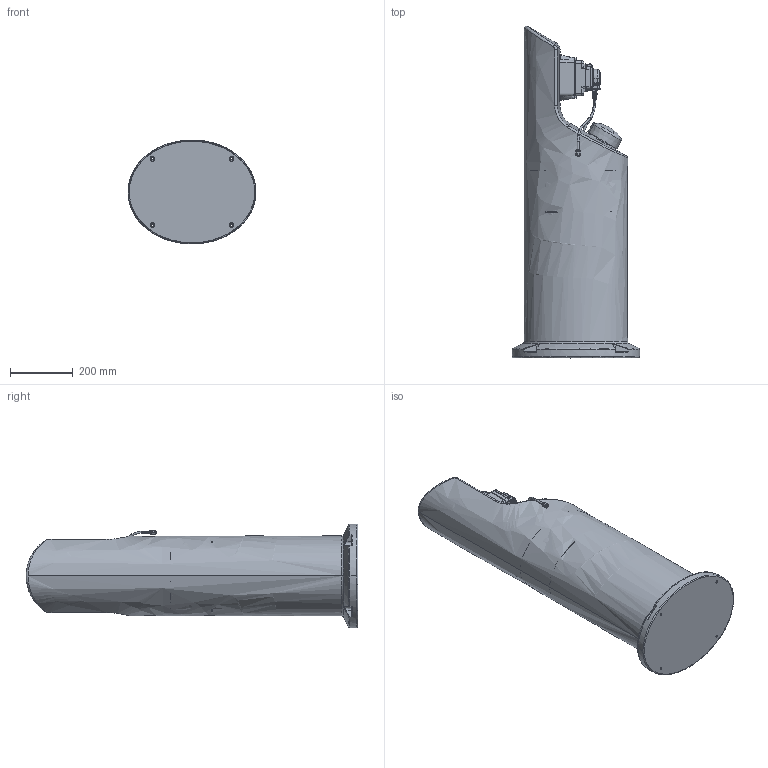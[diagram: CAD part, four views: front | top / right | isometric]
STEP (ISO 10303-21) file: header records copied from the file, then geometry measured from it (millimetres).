
FILE_DESCRIPTION (( 'STEP AP214' ), '1' );
FILE_NAME ('Acid Feeder Pulsar pH Assembly 071918.STEP', '2018-07-19T13:20:39', ( '' ), ( '' ), 'SwSTEP 2.0', 'SolidWorks 2017', '' );
FILE_SCHEMA (( 'AUTOMOTIVE_DESIGN' ));
Length unit declared in the file: inch
Products named in the file (28): 41040 B502 GEAR CASE FRONT_B502; 20202 EMPLDSCLBL ECON LD SPEED CONTROL LABEL_EMPLDSCLBL; Discharge Line Assembly; LD Shell for customers; 41037 P705 PUMP HEAD; 20001 CPS000B SCREW, COVER B_CPS000B; Acid Feeder Cap; 20051 PM6K001 CUP BEARING_PM6K001; 41039 D610 CAMLOCK_D610; 11070 MPGCA-07 ECON GEARCASE W PARTS; 20167 EMPKNB Mini Pump Knob_EMPKNB; Screw 8-32 x 750 SocHd Blk SS 96006A619_96006A619; Acid Feeder Pulsar pH Assembly 071918; Acid Feeder Bottle; 30139 B504 ECON GEAR CASE_B504; 20056 PM6L0BB Ball Bearing, Motor; 30128 B503 ECON REAR ENCLOSURE_B503-4; 41083 B906 CAMLOCK SCREW_B906; Acid Feeder Cap Gasket_Compressed; 11069 MPFC-01 ECON PUMP GEAR CASE FRONT W PARTS; Label Acid Feeder Pulsar pH_Illustration; 41013 PM6M002 GASKET, GEARCASE_PM6M002; Insert RM832-6CH Hex; Suction Line Assembly; Acid Feeder Pulsar pH Bottle w inserts; 41065 B800 CORD GRIP_B800; 20055 PM6M000 GEARPOST_PM6M000; 10018 P703-x ECON TUBE ASSY_P703-A INSTALLED
Assembly tree (35 placements, depth 4):
  Acid Feeder Pulsar pH Assembly 071918
    Acid Feeder Pulsar pH Bottle w inserts
      Acid Feeder Bottle
      Insert RM832-6CH Hex  x2
      Label Acid Feeder Pulsar pH_Illustration
    LD Shell for customers
      30128 B503 ECON REAR ENCLOSURE_B503-4
      11070 MPGCA-07 ECON GEARCASE W PARTS
        30139 B504 ECON GEAR CASE_B504
        20051 PM6K001 CUP BEARING_PM6K001
        20055 PM6M000 GEARPOST_PM6M000  x2
      11069 MPFC-01 ECON PUMP GEAR CASE FRONT W PARTS
        41040 B502 GEAR CASE FRONT_B502
        20056 PM6L0BB Ball Bearing, Motor
        41039 D610 CAMLOCK_D610
        41083 B906 CAMLOCK SCREW_B906
        41013 PM6M002 GASKET, GEARCASE_PM6M002
      20202 EMPLDSCLBL ECON LD SPEED CONTROL LABEL_EMPLDSCLBL
      20001 CPS000B SCREW, COVER B_CPS000B  x6
      20167 EMPKNB Mini Pump Knob_EMPKNB
      10018 P703-x ECON TUBE ASSY_P703-A INSTALLED
      41037 P705 PUMP HEAD
      41065 B800 CORD GRIP_B800
    Acid Feeder Cap
    Acid Feeder Cap Gasket_Compressed
    Discharge Line Assembly
    Suction Line Assembly
    Screw 8-32 x 750 SocHd Blk SS 96006A619_96006A619  x2
Bounding box: 406.4 x 1053.9 x 329.98 mm (x, y, z)
Volume: 42398537 mm3; surface area: 3196295.5 mm2
Topology: 41 solids, 45 shells, 4409 faces, 11325 edges, 7226 vertices
Faces by surface type: cylinder 1467, plane 1464, bspline 1123, cone 239, torus 100, sphere 16
Entity records: 217218 total; most frequent: CARTESIAN_POINT 132838, ORIENTED_EDGE 19650, DIRECTION 13866, EDGE_CURVE 9825, VERTEX_POINT 6271, AXIS2_PLACEMENT_3D 4916, EDGE_LOOP 4250, LINE 4034
